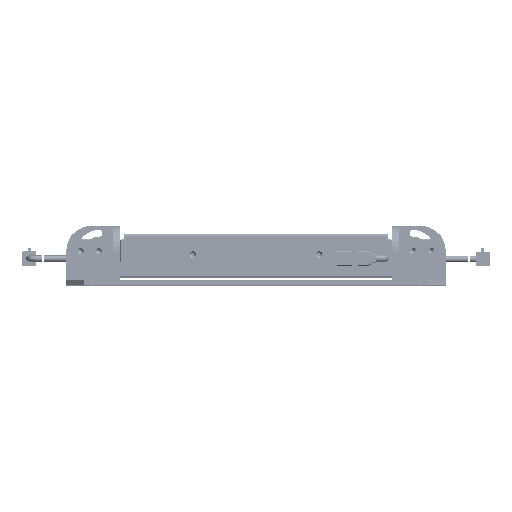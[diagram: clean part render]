
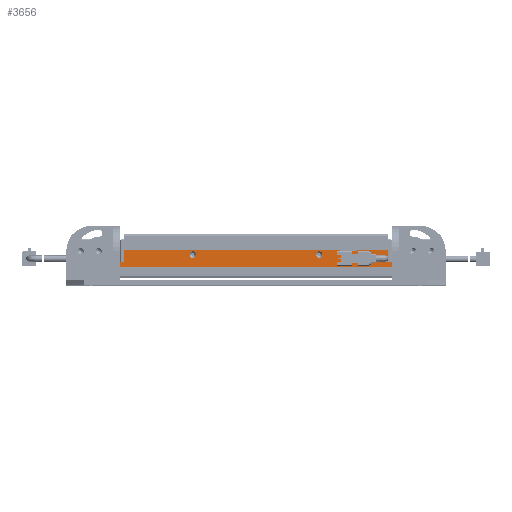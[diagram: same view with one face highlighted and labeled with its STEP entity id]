
A CAD part, top view. The second image highlights one B-rep face of the part: STEP entity #3656.
In plain terms, the highlighted planar face has unit normal (0, 0, 1).
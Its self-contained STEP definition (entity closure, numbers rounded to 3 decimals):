
#974 = LINE ( 'NONE', #74999, #103640 ) ;
#1779 = DIRECTION ( 'NONE',  ( 1., 0., 0. ) ) ;
#2306 = VERTEX_POINT ( 'NONE', #52953 ) ;
#2430 = EDGE_CURVE ( 'NONE', #48383, #90396, #14439, .T. ) ;
#3656 = ADVANCED_FACE ( 'NONE', ( #71734, #48384, #121525 ), #6912, .F. ) ;
#5162 = CARTESIAN_POINT ( 'NONE',  ( -75., 9.9, 102.5 ) ) ;
#5608 = VECTOR ( 'NONE', #18500, 1000. ) ;
#6791 = EDGE_LOOP ( 'NONE', ( #127675, #115777 ) ) ;
#6912 = PLANE ( 'NONE',  #43921 ) ;
#7336 = DIRECTION ( 'NONE',  ( -1., 0., 0. ) ) ;
#7459 = CARTESIAN_POINT ( 'NONE',  ( 73., -2.507, 102.5 ) ) ;
#7472 = VERTEX_POINT ( 'NONE', #101591 ) ;
#7631 = VERTEX_POINT ( 'NONE', #84569 ) ;
#8675 = LINE ( 'NONE', #64834, #108250 ) ;
#9678 = VECTOR ( 'NONE', #13348, 1000. ) ;
#11748 = CARTESIAN_POINT ( 'NONE',  ( -75., 16.4, 102.5 ) ) ;
#11914 = CARTESIAN_POINT ( 'NONE',  ( 73., 13.55, 102.5 ) ) ;
#13348 = DIRECTION ( 'NONE',  ( -1., 0., 0. ) ) ;
#13774 = AXIS2_PLACEMENT_3D ( 'NONE', #30223, #99872, #40218 ) ;
#13902 = EDGE_CURVE ( 'NONE', #30316, #24500, #28856, .T. ) ;
#14439 = CIRCLE ( 'NONE', #128627, 1.8 ) ;
#15206 = EDGE_CURVE ( 'NONE', #7631, #66834, #103041, .T. ) ;
#16237 = DIRECTION ( 'NONE',  ( 0., 1., 0. ) ) ;
#16789 = VECTOR ( 'NONE', #117898, 1000. ) ;
#17044 = DIRECTION ( 'NONE',  ( 0., -1., 0. ) ) ;
#17148 = CIRCLE ( 'NONE', #90584, 1.8 ) ;
#18500 = DIRECTION ( 'NONE',  ( -1., 0., 0. ) ) ;
#19403 = VECTOR ( 'NONE', #17044, 1000. ) ;
#19919 = VECTOR ( 'NONE', #1779, 1000. ) ;
#20593 = EDGE_CURVE ( 'NONE', #51582, #66037, #109499, .T. ) ;
#21218 = LINE ( 'NONE', #60842, #30491 ) ;
#24500 = VERTEX_POINT ( 'NONE', #121662 ) ;
#26243 = CARTESIAN_POINT ( 'NONE',  ( -73., -2.507, 102.5 ) ) ;
#27013 = ORIENTED_EDGE ( 'NONE', *, *, #27427, .F. ) ;
#27427 = EDGE_CURVE ( 'NONE', #125174, #2306, #105562, .T. ) ;
#28170 = ORIENTED_EDGE ( 'NONE', *, *, #34825, .T. ) ;
#28369 = CARTESIAN_POINT ( 'NONE',  ( 73., 16.4, 102.5 ) ) ;
#28856 = LINE ( 'NONE', #128001, #5608 ) ;
#29153 = CARTESIAN_POINT ( 'NONE',  ( 71.45, 13.55, 102.5 ) ) ;
#30223 = CARTESIAN_POINT ( 'NONE',  ( 71.45, 11.9, 102.5 ) ) ;
#30316 = VERTEX_POINT ( 'NONE', #87081 ) ;
#30491 = VECTOR ( 'NONE', #70848, 1000. ) ;
#34825 = EDGE_CURVE ( 'NONE', #62982, #66037, #974, .T. ) ;
#38005 = ORIENTED_EDGE ( 'NONE', *, *, #105604, .T. ) ;
#40218 = DIRECTION ( 'NONE',  ( 0., 1., 0. ) ) ;
#43131 = LINE ( 'NONE', #87948, #16789 ) ;
#43921 = AXIS2_PLACEMENT_3D ( 'NONE', #126455, #66882, #7336 ) ;
#44917 = CARTESIAN_POINT ( 'NONE',  ( 35., 14.1, 102.5 ) ) ;
#45102 = DIRECTION ( 'NONE',  ( 0., 0., 1. ) ) ;
#45981 = AXIS2_PLACEMENT_3D ( 'NONE', #46213, #115779, #56189 ) ;
#46213 = CARTESIAN_POINT ( 'NONE',  ( 35., 14.1, 102.5 ) ) ;
#46327 = LINE ( 'NONE', #11748, #19919 ) ;
#47792 = CARTESIAN_POINT ( 'NONE',  ( 73., 9.9, 102.5 ) ) ;
#48383 = VERTEX_POINT ( 'NONE', #124511 ) ;
#48384 = FACE_OUTER_BOUND ( 'NONE', #80519, .T. ) ;
#49016 = ORIENTED_EDGE ( 'NONE', *, *, #15206, .T. ) ;
#49835 = EDGE_CURVE ( 'NONE', #120263, #7472, #17148, .T. ) ;
#50305 = CARTESIAN_POINT ( 'NONE',  ( -36.8, 14.1, 102.5 ) ) ;
#51582 = VERTEX_POINT ( 'NONE', #28369 ) ;
#52893 = CARTESIAN_POINT ( 'NONE',  ( -75., 9.9, 102.5 ) ) ;
#52953 = CARTESIAN_POINT ( 'NONE',  ( -73., 16.4, 102.5 ) ) ;
#53433 = VECTOR ( 'NONE', #61700, 1000. ) ;
#54459 = EDGE_CURVE ( 'NONE', #62982, #104387, #84805, .T. ) ;
#54907 = DIRECTION ( 'NONE',  ( 1., 0., 0. ) ) ;
#55593 = CARTESIAN_POINT ( 'NONE',  ( -35., 14.1, 102.5 ) ) ;
#55830 = ORIENTED_EDGE ( 'NONE', *, *, #68002, .T. ) ;
#56036 = ORIENTED_EDGE ( 'NONE', *, *, #105974, .F. ) ;
#56189 = DIRECTION ( 'NONE',  ( 1., 0., 0. ) ) ;
#56893 = DIRECTION ( 'NONE',  ( 0., -1., 0. ) ) ;
#60289 = EDGE_CURVE ( 'NONE', #7631, #30316, #124205, .T. ) ;
#60842 = CARTESIAN_POINT ( 'NONE',  ( -75., 9.9, 102.5 ) ) ;
#61700 = DIRECTION ( 'NONE',  ( 0., -1., 0. ) ) ;
#62982 = VERTEX_POINT ( 'NONE', #29153 ) ;
#64179 = EDGE_LOOP ( 'NONE', ( #80169, #56036 ) ) ;
#64834 = CARTESIAN_POINT ( 'NONE',  ( -75., -2.507, 102.5 ) ) ;
#65597 = DIRECTION ( 'NONE',  ( 1., 0., 0. ) ) ;
#66037 = VERTEX_POINT ( 'NONE', #11914 ) ;
#66834 = VERTEX_POINT ( 'NONE', #47792 ) ;
#66882 = DIRECTION ( 'NONE',  ( 0., 0., -1. ) ) ;
#66905 = CARTESIAN_POINT ( 'NONE',  ( 75., -2.507, 102.5 ) ) ;
#68002 = EDGE_CURVE ( 'NONE', #125174, #98863, #21218, .T. ) ;
#69549 = CARTESIAN_POINT ( 'NONE',  ( 33.2, 14.1, 102.5 ) ) ;
#69863 = ORIENTED_EDGE ( 'NONE', *, *, #13902, .F. ) ;
#70848 = DIRECTION ( 'NONE',  ( -1., 0., 0. ) ) ;
#71734 = FACE_BOUND ( 'NONE', #64179, .T. ) ;
#72501 = CIRCLE ( 'NONE', #105999, 1.8 ) ;
#72979 = CARTESIAN_POINT ( 'NONE',  ( -73., 9.9, 102.5 ) ) ;
#74830 = DIRECTION ( 'NONE',  ( 0., 1., 0. ) ) ;
#74999 = CARTESIAN_POINT ( 'NONE',  ( 73., 13.55, 102.5 ) ) ;
#75472 = EDGE_CURVE ( 'NONE', #7472, #120263, #104364, .T. ) ;
#79100 = VECTOR ( 'NONE', #16237, 1000. ) ;
#79176 = ORIENTED_EDGE ( 'NONE', *, *, #54459, .F. ) ;
#80169 = ORIENTED_EDGE ( 'NONE', *, *, #2430, .F. ) ;
#80519 = EDGE_LOOP ( 'NONE', ( #38005, #79176, #28170, #128859, #89002, #27013, #55830, #101386, #69863, #110668, #49016, #118572 ) ) ;
#84569 = CARTESIAN_POINT ( 'NONE',  ( 75., 9.9, 102.5 ) ) ;
#84805 = CIRCLE ( 'NONE', #13774, 1.65 ) ;
#87081 = CARTESIAN_POINT ( 'NONE',  ( 75., 7.2, 102.5 ) ) ;
#87948 = CARTESIAN_POINT ( 'NONE',  ( 73., 10.25, 102.5 ) ) ;
#89002 = ORIENTED_EDGE ( 'NONE', *, *, #117504, .F. ) ;
#90396 = VERTEX_POINT ( 'NONE', #50305 ) ;
#90584 = AXIS2_PLACEMENT_3D ( 'NONE', #44917, #114483, #54907 ) ;
#98774 = LINE ( 'NONE', #7459, #19403 ) ;
#98863 = VERTEX_POINT ( 'NONE', #5162 ) ;
#99872 = DIRECTION ( 'NONE',  ( 0., 0., 1. ) ) ;
#100908 = VECTOR ( 'NONE', #56893, 1000. ) ;
#101386 = ORIENTED_EDGE ( 'NONE', *, *, #118842, .F. ) ;
#101591 = CARTESIAN_POINT ( 'NONE',  ( 36.8, 14.1, 102.5 ) ) ;
#103041 = LINE ( 'NONE', #52893, #9678 ) ;
#103640 = VECTOR ( 'NONE', #104164, 1000. ) ;
#104164 = DIRECTION ( 'NONE',  ( 1., 0., 0. ) ) ;
#104331 = CARTESIAN_POINT ( 'NONE',  ( 71.45, 10.25, 102.5 ) ) ;
#104364 = CIRCLE ( 'NONE', #45981, 1.8 ) ;
#104387 = VERTEX_POINT ( 'NONE', #104331 ) ;
#104704 = CARTESIAN_POINT ( 'NONE',  ( -35., 14.1, 102.5 ) ) ;
#105562 = LINE ( 'NONE', #26243, #79100 ) ;
#105604 = EDGE_CURVE ( 'NONE', #123965, #104387, #43131, .T. ) ;
#105974 = EDGE_CURVE ( 'NONE', #90396, #48383, #72501, .T. ) ;
#105999 = AXIS2_PLACEMENT_3D ( 'NONE', #55593, #125217, #65597 ) ;
#108250 = VECTOR ( 'NONE', #74830, 1000. ) ;
#109499 = LINE ( 'NONE', #121288, #53433 ) ;
#110668 = ORIENTED_EDGE ( 'NONE', *, *, #60289, .F. ) ;
#114483 = DIRECTION ( 'NONE',  ( 0., 0., 1. ) ) ;
#114680 = DIRECTION ( 'NONE',  ( 1., 0., 0. ) ) ;
#115777 = ORIENTED_EDGE ( 'NONE', *, *, #49835, .F. ) ;
#115779 = DIRECTION ( 'NONE',  ( 0., 0., 1. ) ) ;
#116027 = EDGE_CURVE ( 'NONE', #123965, #66834, #98774, .T. ) ;
#117504 = EDGE_CURVE ( 'NONE', #2306, #51582, #46327, .T. ) ;
#117898 = DIRECTION ( 'NONE',  ( -1., 0., 0. ) ) ;
#118572 = ORIENTED_EDGE ( 'NONE', *, *, #116027, .F. ) ;
#118842 = EDGE_CURVE ( 'NONE', #24500, #98863, #8675, .T. ) ;
#120263 = VERTEX_POINT ( 'NONE', #69549 ) ;
#121009 = CARTESIAN_POINT ( 'NONE',  ( 73., 10.25, 102.5 ) ) ;
#121288 = CARTESIAN_POINT ( 'NONE',  ( 73., -2.507, 102.5 ) ) ;
#121525 = FACE_BOUND ( 'NONE', #6791, .T. ) ;
#121662 = CARTESIAN_POINT ( 'NONE',  ( -75., 7.2, 102.5 ) ) ;
#123965 = VERTEX_POINT ( 'NONE', #121009 ) ;
#124205 = LINE ( 'NONE', #66905, #100908 ) ;
#124511 = CARTESIAN_POINT ( 'NONE',  ( -33.2, 14.1, 102.5 ) ) ;
#125174 = VERTEX_POINT ( 'NONE', #72979 ) ;
#125217 = DIRECTION ( 'NONE',  ( 0., 0., 1. ) ) ;
#126455 = CARTESIAN_POINT ( 'NONE',  ( -75., -2.507, 102.5 ) ) ;
#127675 = ORIENTED_EDGE ( 'NONE', *, *, #75472, .F. ) ;
#128001 = CARTESIAN_POINT ( 'NONE',  ( -75., 7.2, 102.5 ) ) ;
#128627 = AXIS2_PLACEMENT_3D ( 'NONE', #104704, #45102, #114680 ) ;
#128859 = ORIENTED_EDGE ( 'NONE', *, *, #20593, .F. ) ;
